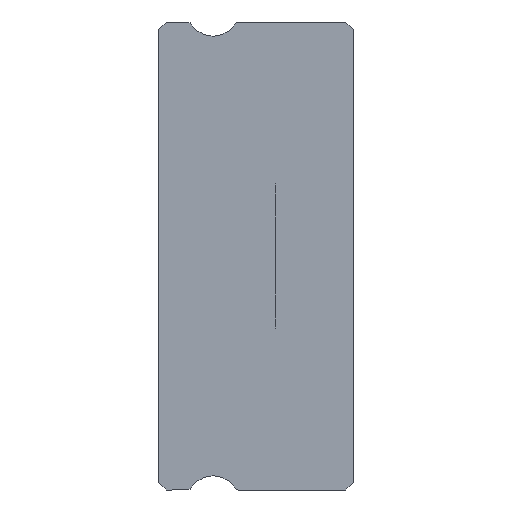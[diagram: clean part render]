
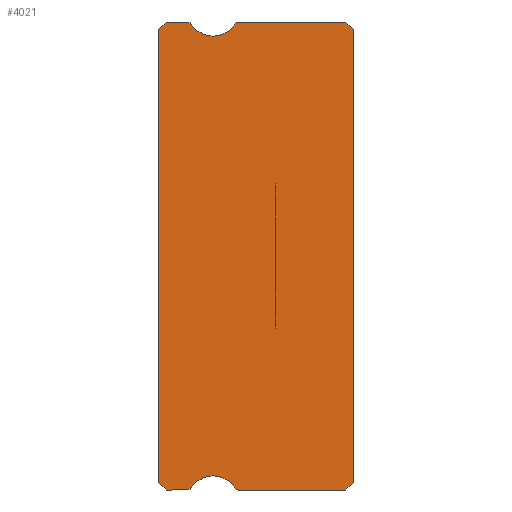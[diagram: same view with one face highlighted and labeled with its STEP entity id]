
A CAD part, left-side view. The second image highlights one B-rep face of the part: STEP entity #4021.
In plain terms, the highlighted planar face has unit normal (-1, 0, 0).
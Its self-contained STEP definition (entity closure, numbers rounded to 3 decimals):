
#15 = CARTESIAN_POINT ( 'NONE',  ( -5., 7.5, -8.7 ) ) ;
#23 = CARTESIAN_POINT ( 'NONE',  ( -5., 6.381, -9. ) ) ;
#28 = EDGE_CURVE ( 'NONE', #4264, #810, #209, .T. ) ;
#159 = DIRECTION ( 'NONE',  ( -1., 0., 0. ) ) ;
#195 = CARTESIAN_POINT ( 'NONE',  ( -5., 7.2, -9. ) ) ;
#199 = CARTESIAN_POINT ( 'NONE',  ( -5., 4.419, -9. ) ) ;
#209 = LINE ( 'NONE', #1874, #4140 ) ;
#329 = EDGE_CURVE ( 'NONE', #1034, #5683, #3102, .T. ) ;
#338 = EDGE_CURVE ( 'NONE', #5544, #5397, #3123, .T. ) ;
#340 = CARTESIAN_POINT ( 'NONE',  ( -5., 5.4, 8.45 ) ) ;
#352 = ORIENTED_EDGE ( 'NONE', *, *, #925, .F. ) ;
#362 = CARTESIAN_POINT ( 'NONE',  ( -5., 6.381, 8.85 ) ) ;
#439 = ORIENTED_EDGE ( 'NONE', *, *, #338, .F. ) ;
#456 = CIRCLE ( 'NONE', #3150, 1. ) ;
#481 = ORIENTED_EDGE ( 'NONE', *, *, #329, .F. ) ;
#500 = ORIENTED_EDGE ( 'NONE', *, *, #3038, .T. ) ;
#615 = ORIENTED_EDGE ( 'NONE', *, *, #4272, .F. ) ;
#639 = VERTEX_POINT ( 'NONE', #3969 ) ;
#810 = VERTEX_POINT ( 'NONE', #3240 ) ;
#811 = DIRECTION ( 'NONE',  ( 0., 0., -1. ) ) ;
#828 = DIRECTION ( 'NONE',  ( 0., 0., -1. ) ) ;
#859 = CARTESIAN_POINT ( 'NONE',  ( -5., 4.419, 8.85 ) ) ;
#861 = DIRECTION ( 'NONE',  ( 0., 0., -1. ) ) ;
#876 = CIRCLE ( 'NONE', #5705, 1. ) ;
#898 = CARTESIAN_POINT ( 'NONE',  ( -5., 0.3, 9. ) ) ;
#925 = EDGE_CURVE ( 'NONE', #1346, #3542, #3489, .T. ) ;
#931 = ORIENTED_EDGE ( 'NONE', *, *, #5321, .F. ) ;
#973 = AXIS2_PLACEMENT_3D ( 'NONE', #5259, #5687, #861 ) ;
#1034 = VERTEX_POINT ( 'NONE', #1316 ) ;
#1051 = VECTOR ( 'NONE', #2595, 1000. ) ;
#1141 = ORIENTED_EDGE ( 'NONE', *, *, #5184, .F. ) ;
#1216 = CARTESIAN_POINT ( 'NONE',  ( -5., 6.253, 8.928 ) ) ;
#1234 = DIRECTION ( 'NONE',  ( 1., 0., 0. ) ) ;
#1261 = FACE_OUTER_BOUND ( 'NONE', #2843, .T. ) ;
#1287 = CARTESIAN_POINT ( 'NONE',  ( -5., 0.3, 9. ) ) ;
#1316 = CARTESIAN_POINT ( 'NONE',  ( -5., 6.253, -8.928 ) ) ;
#1339 = EDGE_CURVE ( 'NONE', #5493, #1034, #876, .T. ) ;
#1343 = LINE ( 'NONE', #1860, #1581 ) ;
#1346 = VERTEX_POINT ( 'NONE', #898 ) ;
#1382 = EDGE_CURVE ( 'NONE', #4647, #5683, #1748, .T. ) ;
#1433 = VECTOR ( 'NONE', #2547, 1000. ) ;
#1555 = EDGE_CURVE ( 'NONE', #3665, #810, #4539, .T. ) ;
#1580 = CARTESIAN_POINT ( 'NONE',  ( -5., 4.547, -8.928 ) ) ;
#1581 = VECTOR ( 'NONE', #3598, 1000. ) ;
#1586 = LINE ( 'NONE', #5642, #2735 ) ;
#1640 = VERTEX_POINT ( 'NONE', #2071 ) ;
#1680 = CARTESIAN_POINT ( 'NONE',  ( -5., 0., 8.7 ) ) ;
#1706 = CIRCLE ( 'NONE', #973, 0.15 ) ;
#1732 = DIRECTION ( 'NONE',  ( 0., 0.707, -0.707 ) ) ;
#1748 = LINE ( 'NONE', #23, #1051 ) ;
#1759 = DIRECTION ( 'NONE',  ( 0., 0., -1. ) ) ;
#1860 = CARTESIAN_POINT ( 'NONE',  ( -5., 6.381, 9. ) ) ;
#1874 = CARTESIAN_POINT ( 'NONE',  ( -5., 7.5, 8.7 ) ) ;
#1934 = LINE ( 'NONE', #2687, #2521 ) ;
#1950 = CIRCLE ( 'NONE', #3982, 1. ) ;
#1981 = CARTESIAN_POINT ( 'NONE',  ( -5., 7.5, 8.85 ) ) ;
#2071 = CARTESIAN_POINT ( 'NONE',  ( -5., 6.381, 9. ) ) ;
#2117 = VERTEX_POINT ( 'NONE', #199 ) ;
#2219 = DIRECTION ( 'NONE',  ( 0., 0., 1. ) ) ;
#2225 = DIRECTION ( 'NONE',  ( 1., 0., 0. ) ) ;
#2227 = CARTESIAN_POINT ( 'NONE',  ( -5., 0.3, -9. ) ) ;
#2269 = CIRCLE ( 'NONE', #5143, 0.15 ) ;
#2346 = EDGE_CURVE ( 'NONE', #4785, #2397, #1950, .T. ) ;
#2397 = VERTEX_POINT ( 'NONE', #340 ) ;
#2513 = CARTESIAN_POINT ( 'NONE',  ( -5., 6.381, 8.85 ) ) ;
#2521 = VECTOR ( 'NONE', #4524, 1000. ) ;
#2547 = DIRECTION ( 'NONE',  ( 0., 1., 0. ) ) ;
#2595 = DIRECTION ( 'NONE',  ( 0., -1., 0. ) ) ;
#2662 = CARTESIAN_POINT ( 'NONE',  ( -5., 0., -8.7 ) ) ;
#2678 = DIRECTION ( 'NONE',  ( -1., 0., 0. ) ) ;
#2687 = CARTESIAN_POINT ( 'NONE',  ( -5., 7.2, -9. ) ) ;
#2716 = ORIENTED_EDGE ( 'NONE', *, *, #1555, .F. ) ;
#2735 = VECTOR ( 'NONE', #4204, 1000. ) ;
#2796 = DIRECTION ( 'NONE',  ( -1., 0., 0. ) ) ;
#2843 = EDGE_LOOP ( 'NONE', ( #2716, #500, #2956, #481, #3732, #3096, #1141, #439, #5727, #352, #3423, #5142, #615, #4905, #931, #5254, #5449 ) ) ;
#2911 = VECTOR ( 'NONE', #4020, 1000. ) ;
#2928 = CARTESIAN_POINT ( 'NONE',  ( -5., 4.419, 9. ) ) ;
#2940 = DIRECTION ( 'NONE',  ( 0., 0., -1. ) ) ;
#2956 = ORIENTED_EDGE ( 'NONE', *, *, #1382, .T. ) ;
#3038 = EDGE_CURVE ( 'NONE', #3665, #4647, #1934, .T. ) ;
#3087 = LINE ( 'NONE', #4869, #3810 ) ;
#3096 = ORIENTED_EDGE ( 'NONE', *, *, #4966, .F. ) ;
#3102 = CIRCLE ( 'NONE', #4407, 0.15 ) ;
#3123 = LINE ( 'NONE', #2662, #4971 ) ;
#3150 = AXIS2_PLACEMENT_3D ( 'NONE', #4607, #2796, #3744 ) ;
#3240 = CARTESIAN_POINT ( 'NONE',  ( -5., 7.5, 8.7 ) ) ;
#3423 = ORIENTED_EDGE ( 'NONE', *, *, #4110, .F. ) ;
#3489 = LINE ( 'NONE', #1287, #2911 ) ;
#3542 = VERTEX_POINT ( 'NONE', #1680 ) ;
#3598 = DIRECTION ( 'NONE',  ( 0., -1., 0. ) ) ;
#3628 = EDGE_CURVE ( 'NONE', #639, #4818, #5676, .T. ) ;
#3643 = DIRECTION ( 'NONE',  ( 0., 0.707, -0.707 ) ) ;
#3665 = VERTEX_POINT ( 'NONE', #15 ) ;
#3732 = ORIENTED_EDGE ( 'NONE', *, *, #1339, .F. ) ;
#3736 = CARTESIAN_POINT ( 'NONE',  ( -5., 5.4, 9.45 ) ) ;
#3744 = DIRECTION ( 'NONE',  ( 0., 0., -1. ) ) ;
#3810 = VECTOR ( 'NONE', #2219, 1000. ) ;
#3969 = CARTESIAN_POINT ( 'NONE',  ( -5., 4.547, 8.928 ) ) ;
#3982 = AXIS2_PLACEMENT_3D ( 'NONE', #3736, #159, #4979 ) ;
#3994 = AXIS2_PLACEMENT_3D ( 'NONE', #2513, #4814, #2940 ) ;
#4020 = DIRECTION ( 'NONE',  ( 0., -0.707, -0.707 ) ) ;
#4021 = ADVANCED_FACE ( 'NONE', ( #1261 ), #5703, .F. ) ;
#4022 = CARTESIAN_POINT ( 'NONE',  ( -5., 6.381, -8.85 ) ) ;
#4110 = EDGE_CURVE ( 'NONE', #4818, #1346, #1343, .T. ) ;
#4140 = VECTOR ( 'NONE', #3643, 1000. ) ;
#4196 = EDGE_CURVE ( 'NONE', #5544, #3542, #3087, .T. ) ;
#4204 = DIRECTION ( 'NONE',  ( 0., 1., 0. ) ) ;
#4218 = VECTOR ( 'NONE', #5403, 1000. ) ;
#4264 = VERTEX_POINT ( 'NONE', #4541 ) ;
#4272 = EDGE_CURVE ( 'NONE', #2397, #639, #456, .T. ) ;
#4294 = LINE ( 'NONE', #5132, #1433 ) ;
#4393 = CARTESIAN_POINT ( 'NONE',  ( -5., 0., -8.7 ) ) ;
#4407 = AXIS2_PLACEMENT_3D ( 'NONE', #4022, #2225, #828 ) ;
#4419 = DIRECTION ( 'NONE',  ( 1., 0., 0. ) ) ;
#4524 = DIRECTION ( 'NONE',  ( 0., -0.707, -0.707 ) ) ;
#4539 = LINE ( 'NONE', #1981, #4218 ) ;
#4541 = CARTESIAN_POINT ( 'NONE',  ( -5., 7.2, 9. ) ) ;
#4607 = CARTESIAN_POINT ( 'NONE',  ( -5., 5.4, 9.45 ) ) ;
#4647 = VERTEX_POINT ( 'NONE', #195 ) ;
#4785 = VERTEX_POINT ( 'NONE', #1216 ) ;
#4814 = DIRECTION ( 'NONE',  ( 1., 0., 0. ) ) ;
#4818 = VERTEX_POINT ( 'NONE', #2928 ) ;
#4869 = CARTESIAN_POINT ( 'NONE',  ( -5., 0., 8.7 ) ) ;
#4905 = ORIENTED_EDGE ( 'NONE', *, *, #2346, .F. ) ;
#4966 = EDGE_CURVE ( 'NONE', #2117, #5493, #1706, .T. ) ;
#4971 = VECTOR ( 'NONE', #1732, 1000. ) ;
#4973 = CARTESIAN_POINT ( 'NONE',  ( -5., 6.381, -9. ) ) ;
#4979 = DIRECTION ( 'NONE',  ( 0., 0., -1. ) ) ;
#5125 = AXIS2_PLACEMENT_3D ( 'NONE', #859, #4419, #811 ) ;
#5132 = CARTESIAN_POINT ( 'NONE',  ( -5., 7.2, 9. ) ) ;
#5142 = ORIENTED_EDGE ( 'NONE', *, *, #3628, .F. ) ;
#5143 = AXIS2_PLACEMENT_3D ( 'NONE', #362, #1234, #1759 ) ;
#5161 = EDGE_CURVE ( 'NONE', #1640, #4264, #4294, .T. ) ;
#5184 = EDGE_CURVE ( 'NONE', #5397, #2117, #1586, .T. ) ;
#5254 = ORIENTED_EDGE ( 'NONE', *, *, #5161, .T. ) ;
#5259 = CARTESIAN_POINT ( 'NONE',  ( -5., 4.419, -8.85 ) ) ;
#5293 = CARTESIAN_POINT ( 'NONE',  ( -5., 5.4, -9.45 ) ) ;
#5321 = EDGE_CURVE ( 'NONE', #1640, #4785, #2269, .T. ) ;
#5353 = DIRECTION ( 'NONE',  ( 0., 0., -1. ) ) ;
#5397 = VERTEX_POINT ( 'NONE', #2227 ) ;
#5403 = DIRECTION ( 'NONE',  ( 0., 0., 1. ) ) ;
#5449 = ORIENTED_EDGE ( 'NONE', *, *, #28, .T. ) ;
#5493 = VERTEX_POINT ( 'NONE', #1580 ) ;
#5544 = VERTEX_POINT ( 'NONE', #4393 ) ;
#5642 = CARTESIAN_POINT ( 'NONE',  ( -5., 6.381, -9. ) ) ;
#5676 = CIRCLE ( 'NONE', #5125, 0.15 ) ;
#5683 = VERTEX_POINT ( 'NONE', #4973 ) ;
#5687 = DIRECTION ( 'NONE',  ( 1., 0., 0. ) ) ;
#5703 = PLANE ( 'NONE',  #3994 ) ;
#5705 = AXIS2_PLACEMENT_3D ( 'NONE', #5293, #2678, #5353 ) ;
#5727 = ORIENTED_EDGE ( 'NONE', *, *, #4196, .T. ) ;
